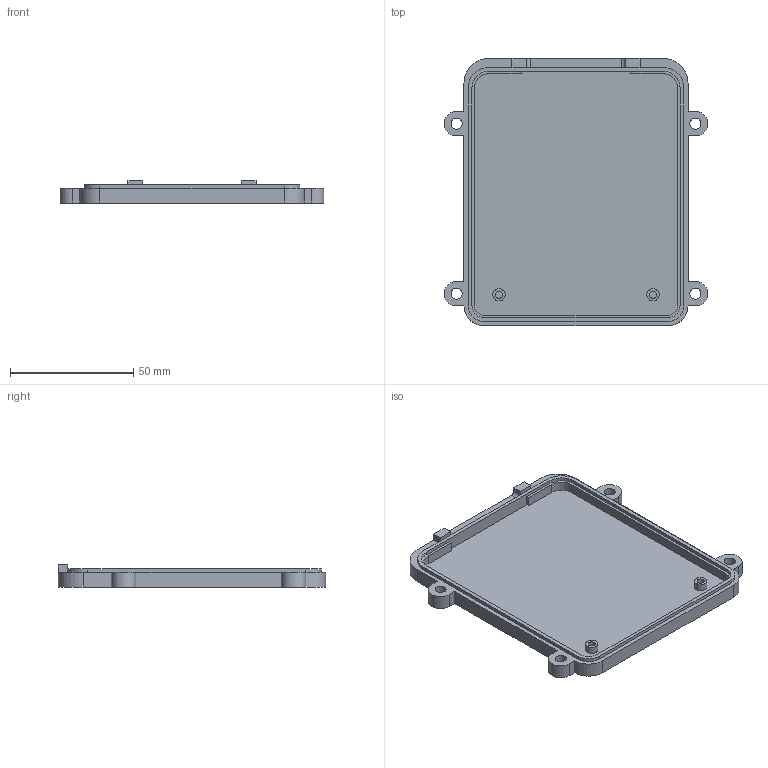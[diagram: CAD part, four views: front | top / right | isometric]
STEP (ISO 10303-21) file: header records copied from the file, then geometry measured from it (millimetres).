
FILE_DESCRIPTION(/* description */ (''),/* implementation_level */ '2;1');
FILE_NAME(/* name */ 'coneRGB_case_bottom.step',/* time_stamp */ '2022-11-29T16:02:31-06:00',/* author */ (''),/* organization */ (''),/* preprocessor_version */ 'ST-DEVELOPER v19.2',/* originating_system */ 'Autodesk Translation Framework v11.17.0.187',/* authorisation */ '');
FILE_SCHEMA (('AUTOMOTIVE_DESIGN { 1 0 10303 214 3 1 1 }'));
Length unit declared in the file: millimetre
Products named in the file (1): Under glow box half bottom
Bounding box: 107 x 108.5 x 9 mm (x, y, z)
Volume: 27716.3 mm3; surface area: 25638.7 mm2
Topology: 1 solids, 1 shells, 93 faces, 244 edges, 160 vertices
Faces by surface type: plane 59, cylinder 30, cone 4
Full cylindrical faces by diameter (mm): 2.9 x2, 4.5 x4, 5 x2
Entity records: 2916 total; most frequent: DIRECTION 498, CARTESIAN_POINT 498, ORIENTED_EDGE 488, EDGE_CURVE 244, LINE 178, VECTOR 178, VERTEX_POINT 160, AXIS2_PLACEMENT_3D 160
